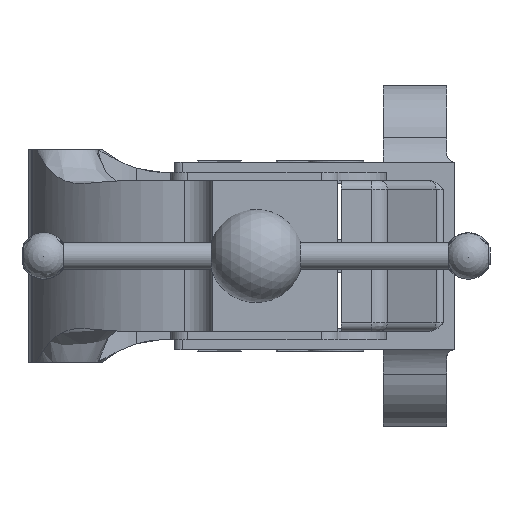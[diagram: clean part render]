
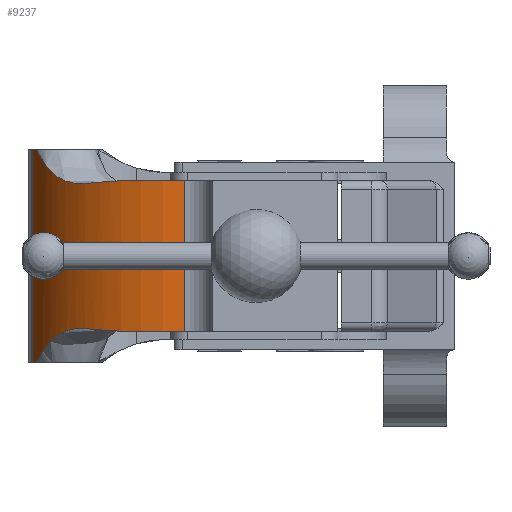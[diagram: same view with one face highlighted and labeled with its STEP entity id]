
A CAD part, left-side view. The second image highlights one B-rep face of the part: STEP entity #9237.
In plain terms, the highlighted cylindrical face has radius 100 mm (diameter 200 mm), a partial arc.
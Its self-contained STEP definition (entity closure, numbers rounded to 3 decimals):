
#176=ELLIPSE('',#9861,100.726,100.);
#178=ELLIPSE('',#9866,100.726,100.);
#271=CYLINDRICAL_SURFACE('',#9872,100.);
#463=CIRCLE('',#9858,100.);
#464=CIRCLE('',#9864,100.);
#467=CIRCLE('',#9873,100.);
#468=CIRCLE('',#9874,100.);
#1293=FACE_OUTER_BOUND('',#1861,.T.);
#1861=EDGE_LOOP('',(#8117,#8118,#8119,#8120,#8121,#8122,#8123,#8124,#8125,
#8126));
#2266=B_SPLINE_CURVE_WITH_KNOTS('',3,(#16137,#16138,#16139,#16140,#16141,
#16142,#16143,#16144),.UNSPECIFIED.,.F.,.F.,(4,2,2,4),(0.,1.668,
3.774,6.191),.UNSPECIFIED.);
#2268=B_SPLINE_CURVE_WITH_KNOTS('',3,(#16416,#16417,#16418,#16419,#16420,
#16421,#16422,#16423),.UNSPECIFIED.,.F.,.F.,(4,2,2,4),(0.756,
2.429,3.888,5.043),.UNSPECIFIED.);
#2900=LINE('',#16171,#3667);
#2964=LINE('',#16478,#3731);
#3667=VECTOR('',#11578,127.);
#3731=VECTOR('',#11774,90.);
#4471=VERTEX_POINT('',#16134);
#4472=VERTEX_POINT('',#16136);
#4474=VERTEX_POINT('',#16168);
#4475=VERTEX_POINT('',#16170);
#4532=VERTEX_POINT('',#16341);
#4533=VERTEX_POINT('',#16414);
#4534=VERTEX_POINT('',#16415);
#4536=VERTEX_POINT('',#16465);
#4537=VERTEX_POINT('',#16475);
#4538=VERTEX_POINT('',#16477);
#5673=EDGE_CURVE('',#4471,#4472,#2266,.T.);
#5677=EDGE_CURVE('',#4474,#4475,#2900,.T.);
#5760=EDGE_CURVE('',#4472,#4474,#463,.F.);
#5765=EDGE_CURVE('',#4532,#4471,#176,.T.);
#5766=EDGE_CURVE('',#4533,#4534,#2268,.F.);
#5770=EDGE_CURVE('',#4534,#4475,#464,.T.);
#5771=EDGE_CURVE('',#4533,#4536,#178,.T.);
#5777=EDGE_CURVE('',#4537,#4532,#467,.T.);
#5778=EDGE_CURVE('',#4537,#4538,#2964,.T.);
#5779=EDGE_CURVE('',#4536,#4538,#468,.T.);
#8117=ORIENTED_EDGE('',*,*,#5677,.F.);
#8118=ORIENTED_EDGE('',*,*,#5760,.F.);
#8119=ORIENTED_EDGE('',*,*,#5673,.F.);
#8120=ORIENTED_EDGE('',*,*,#5765,.F.);
#8121=ORIENTED_EDGE('',*,*,#5777,.F.);
#8122=ORIENTED_EDGE('',*,*,#5778,.T.);
#8123=ORIENTED_EDGE('',*,*,#5779,.F.);
#8124=ORIENTED_EDGE('',*,*,#5771,.F.);
#8125=ORIENTED_EDGE('',*,*,#5766,.T.);
#8126=ORIENTED_EDGE('',*,*,#5770,.T.);
#9237=ADVANCED_FACE('',(#1293),#271,.T.);
#9858=AXIS2_PLACEMENT_3D('',#16336,#11737,#11738);
#9861=AXIS2_PLACEMENT_3D('',#16343,#11746,#11747);
#9864=AXIS2_PLACEMENT_3D('',#16463,#11752,#11753);
#9866=AXIS2_PLACEMENT_3D('',#16466,#11756,#11757);
#9872=AXIS2_PLACEMENT_3D('',#16474,#11770,#11771);
#9873=AXIS2_PLACEMENT_3D('',#16476,#11772,#11773);
#9874=AXIS2_PLACEMENT_3D('',#16479,#11775,#11776);
#11578=DIRECTION('',(1.,0.,0.));
#11737=DIRECTION('center_axis',(1.,0.,0.));
#11738=DIRECTION('ref_axis',(0.,-0.986,-0.169));
#11746=DIRECTION('center_axis',(-0.993,0.,-0.12));
#11747=DIRECTION('ref_axis',(0.12,0.,-0.993));
#11752=DIRECTION('center_axis',(-1.,0.,0.));
#11753=DIRECTION('ref_axis',(0.,-0.986,-0.169));
#11756=DIRECTION('center_axis',(0.993,0.,-0.12));
#11757=DIRECTION('ref_axis',(-0.12,0.,-0.993));
#11770=DIRECTION('center_axis',(1.,0.,0.));
#11771=DIRECTION('ref_axis',(0.,-0.986,-0.169));
#11772=DIRECTION('center_axis',(-1.,0.,0.));
#11773=DIRECTION('ref_axis',(0.,-0.986,-0.169));
#11774=DIRECTION('',(1.,0.,0.));
#11775=DIRECTION('center_axis',(1.,0.,0.));
#11776=DIRECTION('ref_axis',(0.,-0.986,-0.169));
#16134=CARTESIAN_POINT('',(-43.412,151.288,-39.159));
#16136=CARTESIAN_POINT('',(-63.5,180.39,-77.623));
#16137=CARTESIAN_POINT('Ctrl Pts',(-43.412,151.288,-39.159));
#16138=CARTESIAN_POINT('Ctrl Pts',(-42.991,155.6,-42.642));
#16139=CARTESIAN_POINT('Ctrl Pts',(-43.572,159.609,-46.483));
#16140=CARTESIAN_POINT('Ctrl Pts',(-46.8,167.728,-55.62));
#16141=CARTESIAN_POINT('Ctrl Pts',(-49.749,171.067,-60.416));
#16142=CARTESIAN_POINT('Ctrl Pts',(-55.893,176.34,-68.951));
#16143=CARTESIAN_POINT('Ctrl Pts',(-59.75,178.575,-73.377));
#16144=CARTESIAN_POINT('Ctrl Pts',(-63.5,180.39,-77.623));
#16168=CARTESIAN_POINT('',(-63.5,182.61,-83.282));
#16170=CARTESIAN_POINT('',(63.5,182.61,-83.282));
#16171=CARTESIAN_POINT('',(0.,182.61,-83.282));
#16336=CARTESIAN_POINT('Origin',(-63.5,88.446,-116.946));
#16341=CARTESIAN_POINT('',(-45.,130.025,-26.));
#16343=CARTESIAN_POINT('Origin',(-34.024,88.446,-116.946));
#16414=CARTESIAN_POINT('',(43.412,151.288,-39.159));
#16415=CARTESIAN_POINT('',(63.5,180.39,-77.623));
#16416=CARTESIAN_POINT('Ctrl Pts',(63.5,180.39,-77.623));
#16417=CARTESIAN_POINT('Ctrl Pts',(59.75,178.575,-73.377));
#16418=CARTESIAN_POINT('Ctrl Pts',(55.893,176.34,-68.951));
#16419=CARTESIAN_POINT('Ctrl Pts',(49.749,171.067,-60.416));
#16420=CARTESIAN_POINT('Ctrl Pts',(46.8,167.728,-55.62));
#16421=CARTESIAN_POINT('Ctrl Pts',(43.572,159.609,-46.483));
#16422=CARTESIAN_POINT('Ctrl Pts',(42.991,155.6,-42.642));
#16423=CARTESIAN_POINT('Ctrl Pts',(43.412,151.288,-39.159));
#16463=CARTESIAN_POINT('Origin',(63.5,88.446,-116.946));
#16465=CARTESIAN_POINT('',(45.,130.025,-26.));
#16466=CARTESIAN_POINT('Origin',(34.024,88.446,-116.946));
#16474=CARTESIAN_POINT('Origin',(0.,88.446,-116.946));
#16475=CARTESIAN_POINT('',(-45.,91.484,-16.992));
#16476=CARTESIAN_POINT('Origin',(-45.,88.446,-116.946));
#16477=CARTESIAN_POINT('',(45.,91.484,-16.992));
#16478=CARTESIAN_POINT('',(0.,91.484,-16.992));
#16479=CARTESIAN_POINT('Origin',(45.,88.446,-116.946));
